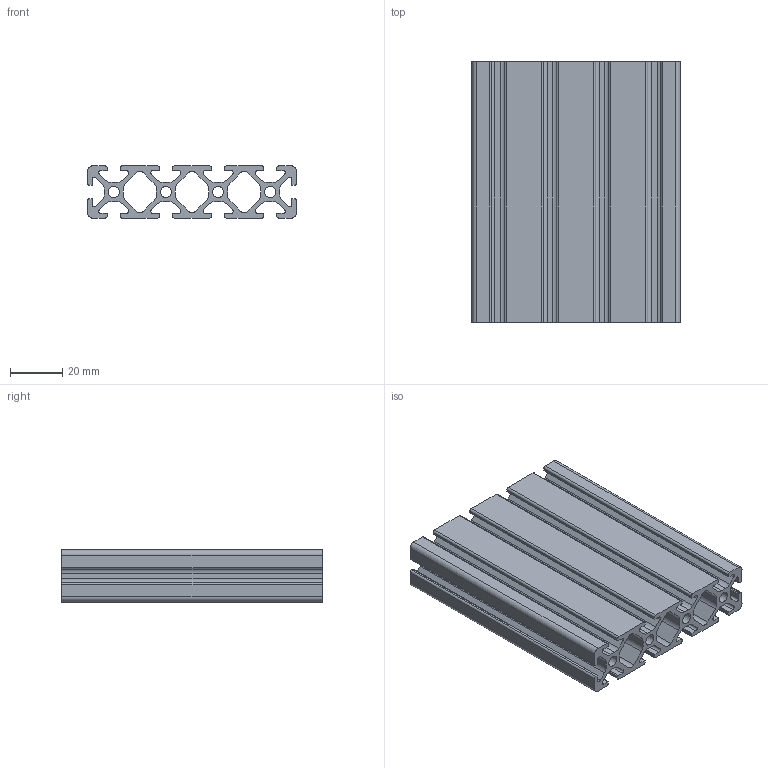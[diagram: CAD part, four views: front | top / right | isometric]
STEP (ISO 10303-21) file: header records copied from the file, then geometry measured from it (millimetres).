
FILE_DESCRIPTION(('FreeCAD Model'),'2;1');
FILE_NAME('Open CASCADE Shape Model','2024-03-15T10:36:45',(''),(''), 'Open CASCADE STEP processor 7.6','FreeCAD','Unknown');
FILE_SCHEMA(('AUTOMOTIVE_DESIGN { 1 0 10303 214 1 1 1 1 }'));
Length unit declared in the file: millimetre
Products named in the file (1): STI5-8020
Bounding box: 80 x 100 x 20 mm (x, y, z)
Volume: 62851.9 mm3; surface area: 59040.4 mm2
Topology: 1 solids, 1 shells, 210 faces, 628 edges, 420 vertices
Faces by surface type: cylinder 106, plane 104
Full cylindrical faces by diameter (mm): 4.3 x4
Entity records: 15470 total; most frequent: CARTESIAN_POINT 2759, DIRECTION 2478, LINE 1448, VECTOR 1448, ORIENTED_EDGE 1256, PCURVE 1256, DEFINITIONAL_REPRESENTATION 1256, EDGE_CURVE 628
